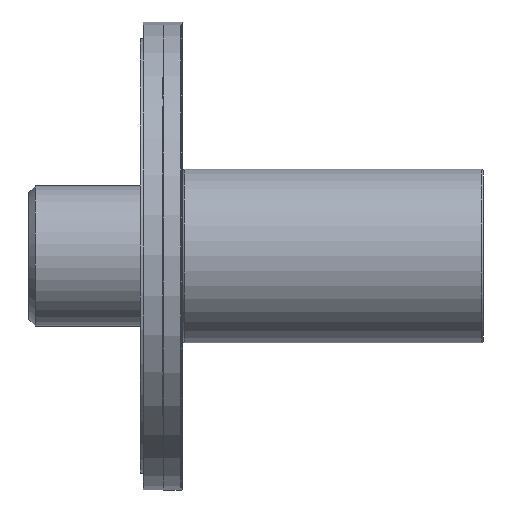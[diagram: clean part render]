
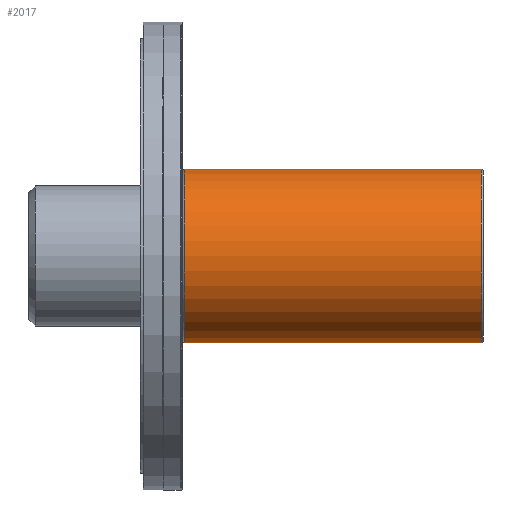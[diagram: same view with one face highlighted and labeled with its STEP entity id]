
A CAD part, top view. The second image highlights one B-rep face of the part: STEP entity #2017.
In plain terms, the highlighted cylindrical face has radius 13 mm (diameter 26 mm), a full revolution.
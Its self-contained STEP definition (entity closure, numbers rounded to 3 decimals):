
#174=CYLINDRICAL_SURFACE('',#2167,13.);
#208=B_SPLINE_CURVE_WITH_KNOTS('',3,(#2916,#2917,#2918,#2919,#2920,#2921,
#2922,#2923,#2924,#2925,#2926,#2927,#2928,#2929,#2930,#2931,#2932,#2933,
#2934),.UNSPECIFIED.,.T.,.F.,(1,1,1,1,1,1,1,1,1,1,1,1,1,1,1,1,1,1,1,1,1,
1,1),(-0.01,-0.007,-0.003,0.,
0.003,0.007,0.01,0.014,
0.017,0.021,0.024,0.028,
0.031,0.034,0.038,0.041,
0.045,0.048,0.052,0.055,
0.058,0.062,0.065),.UNSPECIFIED.);
#237=ORIENTED_EDGE('',*,*,#546,.T.);
#238=ORIENTED_EDGE('',*,*,#547,.T.);
#239=ORIENTED_EDGE('',*,*,#548,.T.);
#546=EDGE_CURVE('',#700,#700,#832,.F.);
#547=EDGE_CURVE('',#701,#701,#208,.T.);
#548=EDGE_CURVE('',#702,#702,#833,.T.);
#700=VERTEX_POINT('',#2915);
#701=VERTEX_POINT('',#2935);
#702=VERTEX_POINT('',#2937);
#832=CIRCLE('',#2168,13.);
#833=CIRCLE('',#2169,13.);
#936=EDGE_LOOP('',(#237));
#937=EDGE_LOOP('',(#238));
#938=EDGE_LOOP('',(#239));
#1145=FACE_BOUND('',#936,.T.);
#1146=FACE_BOUND('',#937,.T.);
#1147=FACE_BOUND('',#938,.T.);
#2017=ADVANCED_FACE('',(#1145,#1146,#1147),#174,.T.);
#2167=AXIS2_PLACEMENT_3D('',#2913,#2404,#2405);
#2168=AXIS2_PLACEMENT_3D('',#2914,#2406,#2407);
#2169=AXIS2_PLACEMENT_3D('',#2936,#2408,#2409);
#2404=DIRECTION('',(-1.,0.,0.));
#2405=DIRECTION('',(0.,0.,1.));
#2406=DIRECTION('',(-1.,0.,0.));
#2407=DIRECTION('',(0.,0.,1.));
#2408=DIRECTION('',(-1.,0.,0.));
#2409=DIRECTION('',(0.,0.,1.));
#2913=CARTESIAN_POINT('',(48.,0.,0.));
#2914=CARTESIAN_POINT('',(3.3,0.,0.));
#2915=CARTESIAN_POINT('',(3.3,0.,13.));
#2916=CARTESIAN_POINT('',(28.164,3.414,-12.682));
#2917=CARTESIAN_POINT('',(27.469,-0.002,-13.158));
#2918=CARTESIAN_POINT('',(28.161,-3.405,-12.684));
#2919=CARTESIAN_POINT('',(29.982,-6.136,-11.561));
#2920=CARTESIAN_POINT('',(32.595,-7.989,-10.299));
#2921=CARTESIAN_POINT('',(35.985,-8.745,-9.613));
#2922=CARTESIAN_POINT('',(39.369,-8.007,-10.286));
#2923=CARTESIAN_POINT('',(42.014,-6.143,-11.557));
#2924=CARTESIAN_POINT('',(43.831,-3.425,-12.679));
#2925=CARTESIAN_POINT('',(44.531,-0.01,-13.159));
#2926=CARTESIAN_POINT('',(43.843,3.398,-12.687));
#2927=CARTESIAN_POINT('',(42.021,6.136,-11.562));
#2928=CARTESIAN_POINT('',(39.399,7.992,-10.297));
#2929=CARTESIAN_POINT('',(36.013,8.746,-9.612));
#2930=CARTESIAN_POINT('',(32.614,8.,-10.291));
#2931=CARTESIAN_POINT('',(29.981,6.136,-11.561));
#2932=CARTESIAN_POINT('',(28.164,3.414,-12.682));
#2933=CARTESIAN_POINT('',(27.469,-0.002,-13.158));
#2934=CARTESIAN_POINT('',(28.161,-3.405,-12.684));
#2935=CARTESIAN_POINT('',(27.7,0.,-13.));
#2936=CARTESIAN_POINT('',(47.7,0.,0.));
#2937=CARTESIAN_POINT('',(47.7,0.,13.));
